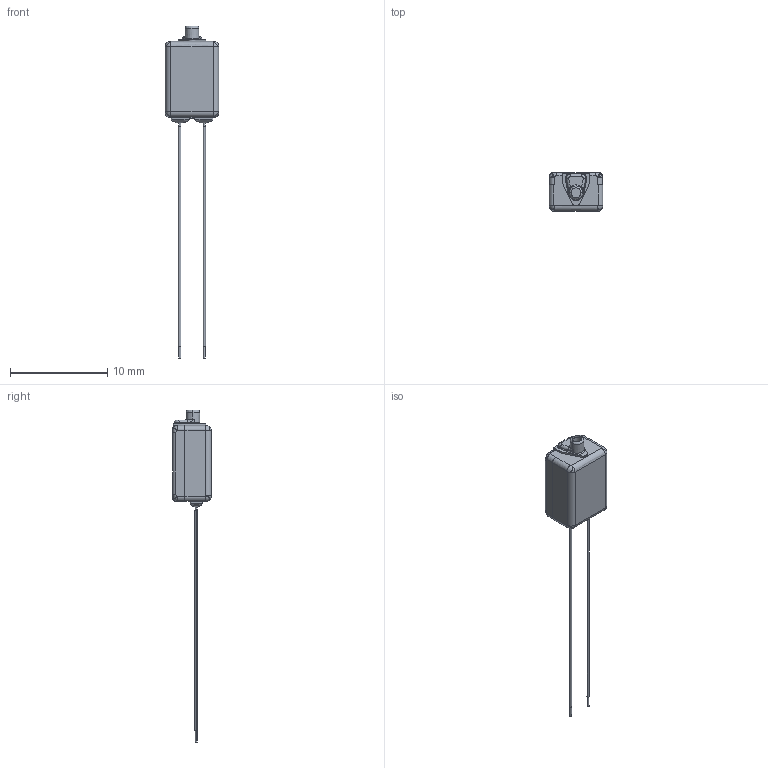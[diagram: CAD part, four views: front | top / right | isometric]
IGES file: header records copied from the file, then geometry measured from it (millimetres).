
Start section:  PTC IGES file: fef-27351-p16_sw0001.igs
Global section: file name: fef-27351-p16_sw0001.igs; native system: Creo Parametric by Parametric Technology Corporation; preprocessor: 2012480; author: GPatters; organization: Unknown; date: 20140221.124123; units: inch
Bounding box: 5.51 x 3.99 x 34.21 mm (x, y, z)
Surface area: 402.5 mm2 (no closed solid volume)
Topology: 0 solids, 0 shells, 229 faces, 1104 edges, 1104 vertices
Faces by surface type: revolution 139, bspline 90
